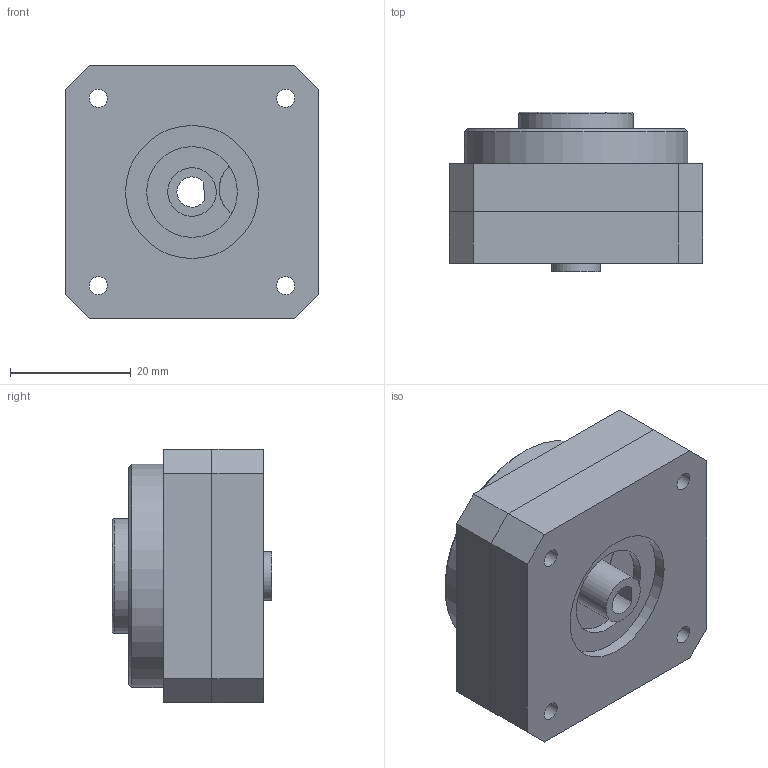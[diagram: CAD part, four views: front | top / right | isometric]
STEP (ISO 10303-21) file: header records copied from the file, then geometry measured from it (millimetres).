
FILE_DESCRIPTION(/* description */ (''),/* implementation_level */ '2;1');
FILE_NAME(/* name */ 'reductor_topless.stp',/* time_stamp */ '2021-11-24T19:29:29+01:00',/* author */ ('Teo'),/* organization */ (''),/* preprocessor_version */ 'ST-DEVELOPER v18.1',/* originating_system */ 'Autodesk Inventor 2022',/* authorisation */ '');
FILE_SCHEMA (('AUTOMOTIVE_DESIGN { 1 0 10303 214 3 1 1 }'));
Length unit declared in the file: millimetre
Products named in the file (11): reductor_topless; Stator_encoder_lite; Center_encoder_lite; Excenter_lite; Stator_lite; Disk_lite; Center_lite; DIN 625 T1 - 619/8 - 8 x 19 x 6; Rotor_lite; Board; Magnet
Assembly tree (11 placements, depth 2):
  reductor_topless
    Stator_encoder_lite
    Center_encoder_lite
    Excenter_lite
    Stator_lite
    Disk_lite
    DIN 625 T1 - 619/8 - 8 x 19 x 6  x2
    Center_lite
    Rotor_lite
    Board
    Magnet
Bounding box: 42 x 26.4 x 42 mm (x, y, z)
Volume: 25232.1 mm3; surface area: 23328.8 mm2
Topology: 25 solids, 25 shells, 303 faces, 768 edges, 495 vertices
Faces by surface type: cylinder 150, plane 67, cone 40, torus 32, sphere 12, bspline 2
Full cylindrical faces by diameter (mm): 0.6 x9, 1.016 x5, 2.5 x2, 3 x8, 3.3 x4, 8 x5, 10 x2, 11 x2, 11.52 x4, 15 x2, 15.48 x4, 19 x4, 22 x1, 30 x1, 37 x1, 38 x1
Entity records: 10780 total; most frequent: CARTESIAN_POINT 3124, DIRECTION 1683, ORIENTED_EDGE 1376, AXIS2_PLACEMENT_3D 708, EDGE_CURVE 688, VERTEX_POINT 467, CIRCLE 417, EDGE_LOOP 365
